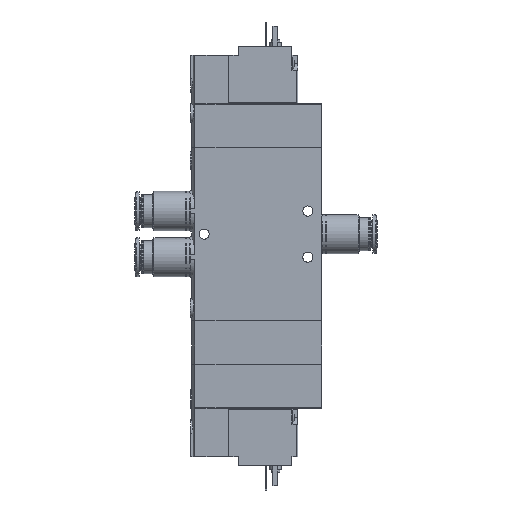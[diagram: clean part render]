
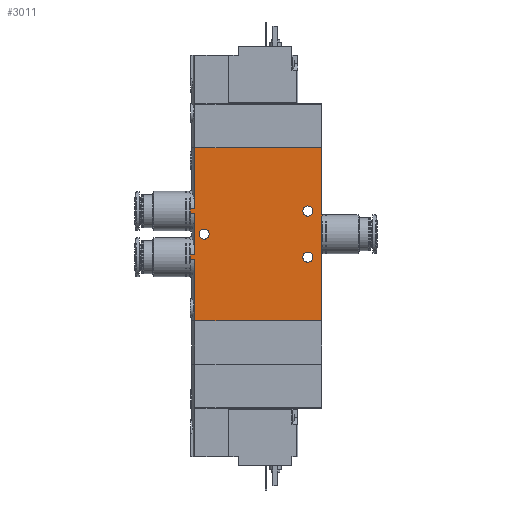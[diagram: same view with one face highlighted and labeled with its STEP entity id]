
A CAD part, left-side view. The second image highlights one B-rep face of the part: STEP entity #3011.
In plain terms, the highlighted face is planar.
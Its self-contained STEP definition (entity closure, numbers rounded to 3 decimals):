
#94=PLANE('',#3605);
#252=CIRCLE('',#3593,2.2);
#254=CIRCLE('',#3596,2.2);
#259=CIRCLE('',#3606,2.2);
#453=ORIENTED_EDGE('',*,*,#1232,.T.);
#454=ORIENTED_EDGE('',*,*,#1257,.T.);
#455=ORIENTED_EDGE('',*,*,#1248,.F.);
#456=ORIENTED_EDGE('',*,*,#1221,.T.);
#457=ORIENTED_EDGE('',*,*,#1234,.T.);
#458=ORIENTED_EDGE('',*,*,#1223,.T.);
#459=ORIENTED_EDGE('',*,*,#1252,.F.);
#460=ORIENTED_EDGE('',*,*,#1213,.T.);
#461=ORIENTED_EDGE('',*,*,#1237,.T.);
#462=ORIENTED_EDGE('',*,*,#1215,.T.);
#463=ORIENTED_EDGE('',*,*,#1244,.F.);
#464=ORIENTED_EDGE('',*,*,#1258,.F.);
#465=ORIENTED_EDGE('',*,*,#1242,.F.);
#466=ORIENTED_EDGE('',*,*,#1240,.F.);
#467=ORIENTED_EDGE('',*,*,#1259,.F.);
#1213=EDGE_CURVE('',#1626,#1625,#1919,.F.);
#1215=EDGE_CURVE('',#1627,#1628,#1920,.T.);
#1221=EDGE_CURVE('',#1634,#1633,#1923,.F.);
#1223=EDGE_CURVE('',#1635,#1636,#1924,.T.);
#1232=EDGE_CURVE('',#1645,#1644,#1928,.T.);
#1234=EDGE_CURVE('',#1633,#1635,#1930,.T.);
#1237=EDGE_CURVE('',#1625,#1627,#1932,.T.);
#1240=EDGE_CURVE('',#1648,#1648,#252,.F.);
#1242=EDGE_CURVE('',#1650,#1650,#254,.F.);
#1244=EDGE_CURVE('',#1652,#1628,#1934,.T.);
#1248=EDGE_CURVE('',#1634,#1655,#1936,.T.);
#1252=EDGE_CURVE('',#1626,#1636,#1938,.T.);
#1257=EDGE_CURVE('',#1644,#1655,#1942,.T.);
#1258=EDGE_CURVE('',#1645,#1652,#1943,.T.);
#1259=EDGE_CURVE('',#1659,#1659,#259,.F.);
#1625=VERTEX_POINT('',#4868);
#1626=VERTEX_POINT('',#4870);
#1627=VERTEX_POINT('',#4883);
#1628=VERTEX_POINT('',#4884);
#1633=VERTEX_POINT('',#4905);
#1634=VERTEX_POINT('',#4907);
#1635=VERTEX_POINT('',#4920);
#1636=VERTEX_POINT('',#4921);
#1644=VERTEX_POINT('',#4947);
#1645=VERTEX_POINT('',#4949);
#1648=VERTEX_POINT('',#4963);
#1650=VERTEX_POINT('',#4968);
#1652=VERTEX_POINT('',#4973);
#1655=VERTEX_POINT('',#4992);
#1659=VERTEX_POINT('',#5020);
#1919=LINE('',#4869,#2129);
#1920=LINE('',#4882,#2130);
#1923=LINE('',#4906,#2133);
#1924=LINE('',#4919,#2134);
#1928=LINE('',#4948,#2138);
#1930=LINE('',#4952,#2140);
#1932=LINE('',#4957,#2142);
#1934=LINE('',#4972,#2144);
#1936=LINE('',#4991,#2146);
#1938=LINE('',#5009,#2148);
#1942=LINE('',#5017,#2152);
#1943=LINE('',#5018,#2153);
#2129=VECTOR('',#3941,1000.);
#2130=VECTOR('',#3944,1000.);
#2133=VECTOR('',#3953,1000.);
#2134=VECTOR('',#3956,1000.);
#2138=VECTOR('',#3970,1000.);
#2140=VECTOR('',#3974,1000.);
#2142=VECTOR('',#3980,1000.);
#2144=VECTOR('',#3998,1000.);
#2146=VECTOR('',#4004,1000.);
#2148=VECTOR('',#4010,1000.);
#2152=VECTOR('',#4020,1000.);
#2153=VECTOR('',#4021,1000.);
#2363=EDGE_LOOP('',(#453,#454,#455,#456,#457,#458,#459,#460,#461,#462,#463,
#464));
#2364=EDGE_LOOP('',(#465));
#2365=EDGE_LOOP('',(#466));
#2366=EDGE_LOOP('',(#467));
#2656=FACE_BOUND('',#2363,.T.);
#2657=FACE_BOUND('',#2364,.T.);
#2658=FACE_BOUND('',#2365,.T.);
#2659=FACE_BOUND('',#2366,.T.);
#3011=ADVANCED_FACE('',(#2656,#2657,#2658,#2659),#94,.F.);
#3593=AXIS2_PLACEMENT_3D('',#4962,#3986,#3987);
#3596=AXIS2_PLACEMENT_3D('',#4967,#3992,#3993);
#3605=AXIS2_PLACEMENT_3D('',#5016,#4018,#4019);
#3606=AXIS2_PLACEMENT_3D('',#5019,#4022,#4023);
#3941=DIRECTION('',(0.,-1.,0.));
#3944=DIRECTION('',(0.,-1.,0.));
#3953=DIRECTION('',(0.,-1.,0.));
#3956=DIRECTION('',(0.,-1.,0.));
#3970=DIRECTION('',(-1.,0.,0.));
#3974=DIRECTION('',(1.,0.,0.));
#3980=DIRECTION('',(1.,0.,0.));
#3986=DIRECTION('',(0.,0.,1.));
#3987=DIRECTION('',(1.,0.,0.));
#3992=DIRECTION('',(0.,0.,1.));
#3993=DIRECTION('',(1.,0.,0.));
#3998=DIRECTION('',(-1.,0.,0.));
#4004=DIRECTION('',(-1.,0.,0.));
#4010=DIRECTION('',(-1.,0.,0.));
#4018=DIRECTION('',(0.,0.,1.));
#4019=DIRECTION('',(1.,0.,0.));
#4020=DIRECTION('',(0.,1.,0.));
#4021=DIRECTION('',(0.,1.,0.));
#4022=DIRECTION('',(0.,0.,1.));
#4023=DIRECTION('',(1.,0.,0.));
#4868=CARTESIAN_POINT('',(46.55,57.,-9.));
#4869=CARTESIAN_POINT('',(46.55,0.,-9.));
#4870=CARTESIAN_POINT('',(46.55,55.018,-9.));
#4882=CARTESIAN_POINT('',(48.45,0.,-9.));
#4883=CARTESIAN_POINT('',(48.45,57.,-9.));
#4884=CARTESIAN_POINT('',(48.45,55.018,-9.));
#4905=CARTESIAN_POINT('',(26.55,57.,-9.));
#4906=CARTESIAN_POINT('',(26.55,0.,-9.));
#4907=CARTESIAN_POINT('',(26.55,55.018,-9.));
#4919=CARTESIAN_POINT('',(28.45,0.,-9.));
#4920=CARTESIAN_POINT('',(28.45,57.,-9.));
#4921=CARTESIAN_POINT('',(28.45,55.018,-9.));
#4947=CARTESIAN_POINT('',(0.,0.,-9.));
#4948=CARTESIAN_POINT('',(75.,0.,-9.));
#4949=CARTESIAN_POINT('',(75.,0.,-9.));
#4952=CARTESIAN_POINT('',(27.5,57.,-9.));
#4957=CARTESIAN_POINT('',(47.5,57.,-9.));
#4962=CARTESIAN_POINT('',(27.5,6.,-9.));
#4963=CARTESIAN_POINT('',(29.7,6.,-9.));
#4967=CARTESIAN_POINT('',(47.5,6.,-9.));
#4968=CARTESIAN_POINT('',(49.7,6.,-9.));
#4972=CARTESIAN_POINT('',(75.,55.018,-9.));
#4973=CARTESIAN_POINT('',(75.,55.018,-9.));
#4991=CARTESIAN_POINT('',(75.,55.018,-9.));
#4992=CARTESIAN_POINT('',(0.,55.018,-9.));
#5009=CARTESIAN_POINT('',(75.,55.018,-9.));
#5016=CARTESIAN_POINT('',(75.,0.,-9.));
#5017=CARTESIAN_POINT('',(0.,0.,-9.));
#5018=CARTESIAN_POINT('',(75.,0.,-9.));
#5019=CARTESIAN_POINT('',(37.5,51.,-9.));
#5020=CARTESIAN_POINT('',(39.7,51.,-9.));
